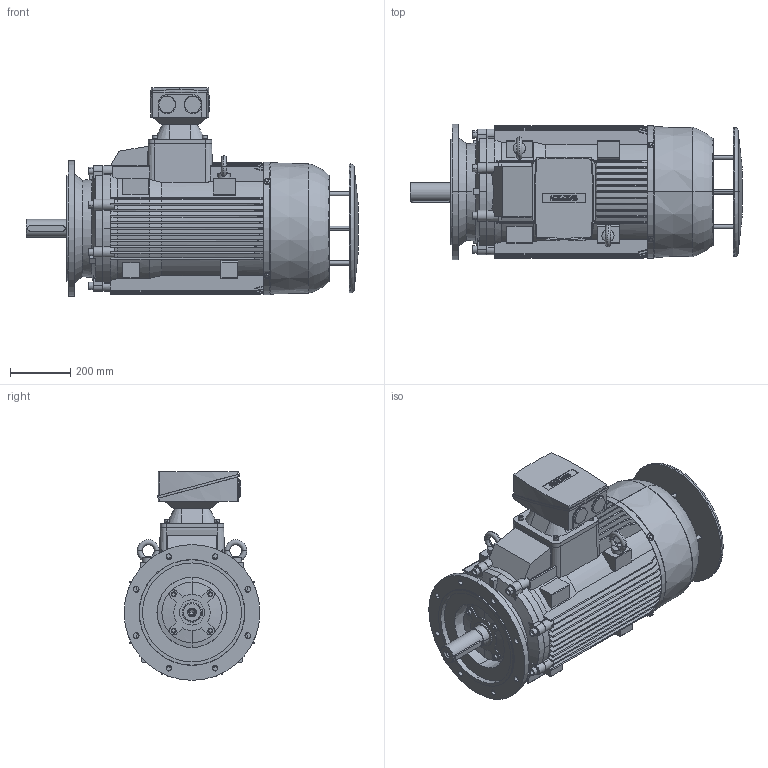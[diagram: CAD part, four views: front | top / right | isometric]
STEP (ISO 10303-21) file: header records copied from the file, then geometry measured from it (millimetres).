
FILE_DESCRIPTION(('STEP AP214'),'1');
FILE_NAME('cctmp_C1E9157A-FFCC-445D-ACAC-3B48005500FA_2023_06_27_10_54_54_0790..stp','2023-06-27T08:54:56',('SIEMENS A&D'),('CADClick - www.CADClick.com'),'Spatial InterOp 3D',' ','unknown authorization');
FILE_SCHEMA(('AUTOMOTIVE_DESIGN'));
Length unit declared in the file: millimetre
Products named in the file (34): cc_unnamed; 2023_06_27_10_54_54_0727; 2023_06_27_10_54_54_0696; 2023_06_27_10_54_54_0665; 2023_06_27_10_54_54_0633; 2023_06_27_10_54_54_0602; 2023_06_27_10_54_54_0571; 2023_06_27_10_54_54_0540; 2023_06_27_10_54_54_0508; 2023_06_27_10_54_54_0477; 2023_06_27_10_54_54_0446; 2023_06_27_10_54_54_0415; 2023_06_27_10_54_54_0383; 2023_06_27_10_54_54_0352; 2023_06_27_10_54_54_0321; 2023_06_27_10_54_54_0290; 2023_06_27_10_54_54_0258; 2023_06_27_10_54_54_0227; 2023_06_27_10_54_54_0196; 2023_06_27_10_54_54_0165; 2023_06_27_10_54_54_0133; 2023_06_27_10_54_54_0102; 2023_06_27_10_54_54_0071; 2023_06_27_10_54_54_0040; 2023_06_27_10_54_54_0008; 2023_06_27_10_54_53_0977; 2023_06_27_10_54_53_0946; 2023_06_27_10_54_53_0915; 2023_06_27_10_54_53_0883; 2023_06_27_10_54_53_0852; 2023_06_27_10_54_53_0821; 2023_06_27_10_54_53_0790; 2023_06_27_10_54_53_0758; 2023_06_27_10_54_53_0727
Assembly tree (33 placements, depth 2):
  cc_unnamed
    2023_06_27_10_54_54_0727
    2023_06_27_10_54_54_0696
    2023_06_27_10_54_54_0665
    2023_06_27_10_54_54_0633
    2023_06_27_10_54_54_0602
    2023_06_27_10_54_54_0571
    2023_06_27_10_54_54_0540
    2023_06_27_10_54_54_0508
    2023_06_27_10_54_54_0477
    2023_06_27_10_54_54_0446
    2023_06_27_10_54_54_0415
    2023_06_27_10_54_54_0383
    2023_06_27_10_54_54_0352
    2023_06_27_10_54_54_0321
    2023_06_27_10_54_54_0290
    2023_06_27_10_54_54_0258
    2023_06_27_10_54_54_0227
    2023_06_27_10_54_54_0196
    2023_06_27_10_54_54_0165
    2023_06_27_10_54_54_0133
    2023_06_27_10_54_54_0102
    2023_06_27_10_54_54_0071
    2023_06_27_10_54_54_0040
    2023_06_27_10_54_54_0008
    2023_06_27_10_54_53_0977
    2023_06_27_10_54_53_0946
    2023_06_27_10_54_53_0915
    2023_06_27_10_54_53_0883
    2023_06_27_10_54_53_0852
    2023_06_27_10_54_53_0821
    2023_06_27_10_54_53_0790
    2023_06_27_10_54_53_0758
    2023_06_27_10_54_53_0727
Bounding box: 1100 x 450 x 691.5 mm (x, y, z)
Volume: 99126240.1 mm3; surface area: 4574326.3 mm2
Topology: 33 solids, 33 shells, 2353 faces, 6620 edges, 4373 vertices
Faces by surface type: cylinder 1319, plane 725, cone 239, torus 70
Entity records: 102986 total; most frequent: CARTESIAN_POINT 19979, DIRECTION 13878, ORIENTED_EDGE 13236, EDGE_CURVE 6618, AXIS2_PLACEMENT_3D 5495, VERTEX_POINT 4373, CIRCLE 3059, EDGE_LOOP 2903
